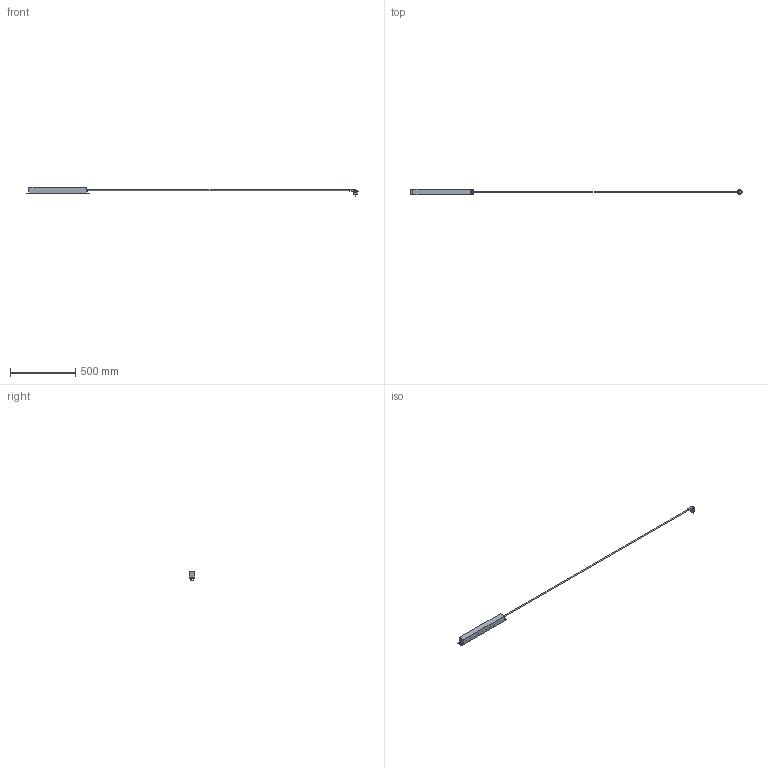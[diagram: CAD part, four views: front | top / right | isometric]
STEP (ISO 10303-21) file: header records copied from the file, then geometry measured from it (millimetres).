
FILE_DESCRIPTION (( 'STEP AP203' ), '1' );
FILE_NAME ('PH12-8D1-P ITK PDU 8 ðîç. íåì.ñò. ñ âûêë 1U êàá.2ì âèëêà íåì.ñò ÏÂÕ ÷åð.STEP', '2016-09-21T12:04:56', ( '' ), ( '' ), 'SwSTEP 2.0', 'SolidWorks 2014', '' );
FILE_SCHEMA (( 'CONFIG_CONTROL_DESIGN' ));
Length unit declared in the file: millimetre
Products named in the file (1): PH12-8D1-P ITK PDU 8 ðîç. íåì.ñò. ñ âûêë 1U êàá.2ì âèëêà íåì.ñò ÏÂÕ ÷åð
Bounding box: 2535.74 x 44.45 x 69.5 mm (x, y, z)
Volume: 830967.3 mm3; surface area: 161280.4 mm2
Topology: 1 solids, 1 shells, 411 faces, 1127 edges, 750 vertices
Faces by surface type: plane 295, cylinder 114, torus 2
Full cylindrical faces by diameter (mm): 4.8 x2, 5 x1, 5.5 x16, 7 x1, 19 x1, 39 x8
Entity records: 12929 total; most frequent: CARTESIAN_POINT 2350, DIRECTION 2176, ORIENTED_EDGE 2172, EDGE_CURVE 1086, VECTOR 760, LINE 760, VERTEX_POINT 740, AXIS2_PLACEMENT_3D 708
